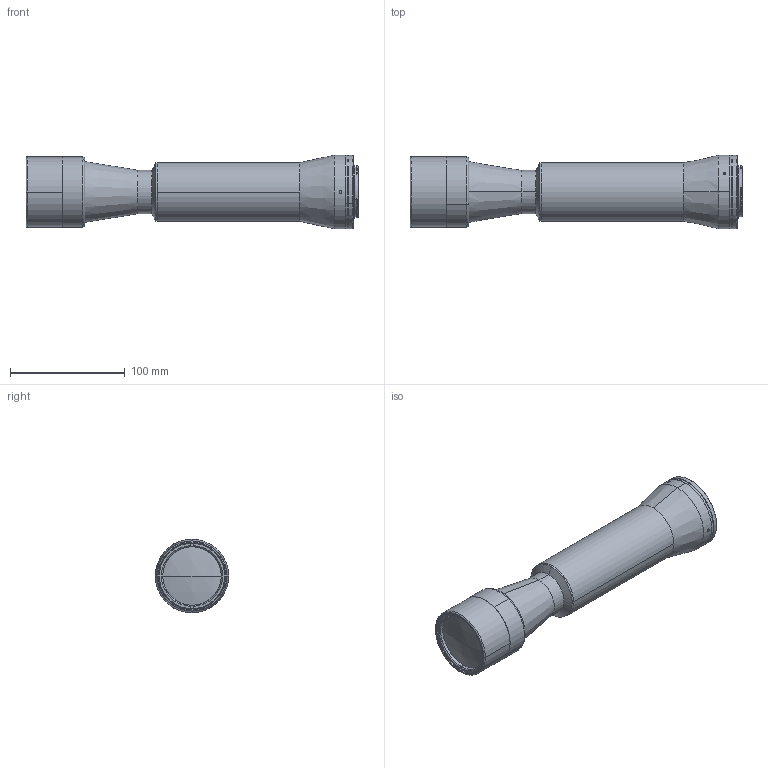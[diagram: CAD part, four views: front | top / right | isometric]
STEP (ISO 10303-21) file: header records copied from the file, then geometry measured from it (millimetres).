
FILE_DESCRIPTION (( 'STEP AP203' ), '1' );
FILE_NAME ('TC12MHR036.step', '2018-09-28T07:55:35', ( '' ), ( '' ), 'SwSTEP 2.0', 'SolidWorks 2017', '' );
FILE_SCHEMA (( 'CONFIG_CONTROL_DESIGN' ));
Length unit declared in the file: millimetre
Products named in the file (1): TC12MHR036
Bounding box: 289.07 x 64 x 64 mm (x, y, z)
Surface area: 69045.2 mm2 (no closed solid volume)
Topology: 0 solids, 9 shells, 97 faces, 268 edges, 179 vertices
Faces by surface type: cylinder 49, plane 22, cone 20, torus 4, sphere 2
Entity records: 3407 total; most frequent: CARTESIAN_POINT 801, DIRECTION 588, ORIENTED_EDGE 448, EDGE_CURVE 268, AXIS2_PLACEMENT_3D 244, VERTEX_POINT 179, CIRCLE 146, EDGE_LOOP 114
